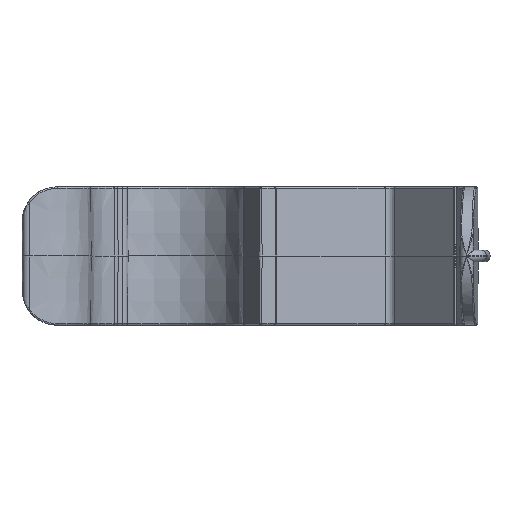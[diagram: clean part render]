
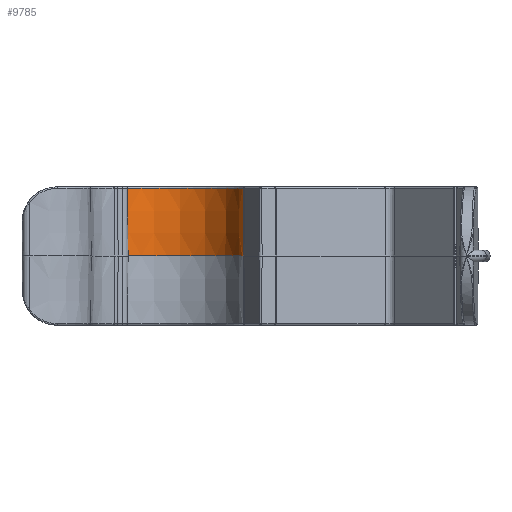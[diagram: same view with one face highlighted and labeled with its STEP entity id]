
A CAD part, front view. The second image highlights one B-rep face of the part: STEP entity #9785.
In plain terms, the highlighted conical face has half-angle 0.5 degrees and reference radius 13.97 mm.
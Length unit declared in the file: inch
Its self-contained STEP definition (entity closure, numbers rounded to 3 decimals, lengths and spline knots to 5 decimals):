
#52 = CARTESIAN_POINT ( 'NONE',  ( -0.65, 1.25, 0.5 ) ) ;
#156 = LINE ( 'NONE', #2094, #6100 ) ;
#216 = DIRECTION ( 'NONE',  ( -0.009, 0., 1. ) ) ;
#794 = CARTESIAN_POINT ( 'NONE',  ( -0.1, 1.25, 0.5 ) ) ;
#1653 = DIRECTION ( 'NONE',  ( 0., 0., 1. ) ) ;
#1878 = EDGE_CURVE ( 'NONE', #10649, #6906, #156, .T. ) ;
#2094 = CARTESIAN_POINT ( 'NONE',  ( -1.2, 1.25, 0.5 ) ) ;
#2191 = CARTESIAN_POINT ( 'NONE',  ( -1.20428, 1.25, 0.99009 ) ) ;
#2469 = CIRCLE ( 'NONE', #3868, 0.55 ) ;
#3861 = LINE ( 'NONE', #794, #5879 ) ;
#3868 = AXIS2_PLACEMENT_3D ( 'NONE', #52, #11338, #3876 ) ;
#3876 = DIRECTION ( 'NONE',  ( 1., 0., 0. ) ) ;
#4891 = ORIENTED_EDGE ( 'NONE', *, *, #1878, .F. ) ;
#5180 = CIRCLE ( 'NONE', #12187, 0.55428 ) ;
#5295 = DIRECTION ( 'NONE',  ( 1., 0., 0. ) ) ;
#5669 = EDGE_CURVE ( 'NONE', #6131, #10649, #2469, .T. ) ;
#5879 = VECTOR ( 'NONE', #8429, 39.37008 ) ;
#6100 = VECTOR ( 'NONE', #216, 39.37008 ) ;
#6131 = VERTEX_POINT ( 'NONE', #6672 ) ;
#6538 = CONICAL_SURFACE ( 'NONE', #9756, 0.55, 0.009 ) ;
#6672 = CARTESIAN_POINT ( 'NONE',  ( -0.1, 1.25, 0.5 ) ) ;
#6709 = CARTESIAN_POINT ( 'NONE',  ( -0.09572, 1.25, 0.99009 ) ) ;
#6906 = VERTEX_POINT ( 'NONE', #2191 ) ;
#7094 = EDGE_CURVE ( 'NONE', #6131, #8113, #3861, .T. ) ;
#7183 = DIRECTION ( 'NONE',  ( -1., 0., 0. ) ) ;
#7415 = ORIENTED_EDGE ( 'NONE', *, *, #7094, .T. ) ;
#8113 = VERTEX_POINT ( 'NONE', #6709 ) ;
#8130 = DIRECTION ( 'NONE',  ( 0., 0., 1. ) ) ;
#8429 = DIRECTION ( 'NONE',  ( 0.009, 0., 1. ) ) ;
#9626 = EDGE_LOOP ( 'NONE', ( #7415, #12347, #4891, #11250 ) ) ;
#9756 = AXIS2_PLACEMENT_3D ( 'NONE', #12061, #1653, #5295 ) ;
#9785 = ADVANCED_FACE ( 'NONE', ( #10242 ), #6538, .F. ) ;
#10242 = FACE_OUTER_BOUND ( 'NONE', #9626, .T. ) ;
#10649 = VERTEX_POINT ( 'NONE', #11347 ) ;
#10900 = CARTESIAN_POINT ( 'NONE',  ( -0.65, 1.25, 0.99009 ) ) ;
#11250 = ORIENTED_EDGE ( 'NONE', *, *, #5669, .F. ) ;
#11338 = DIRECTION ( 'NONE',  ( 0., 0., 1. ) ) ;
#11347 = CARTESIAN_POINT ( 'NONE',  ( -1.2, 1.25, 0.5 ) ) ;
#12061 = CARTESIAN_POINT ( 'NONE',  ( -0.65, 1.25, 0.5 ) ) ;
#12187 = AXIS2_PLACEMENT_3D ( 'NONE', #10900, #8130, #7183 ) ;
#12206 = EDGE_CURVE ( 'NONE', #8113, #6906, #5180, .T. ) ;
#12347 = ORIENTED_EDGE ( 'NONE', *, *, #12206, .T. ) ;
